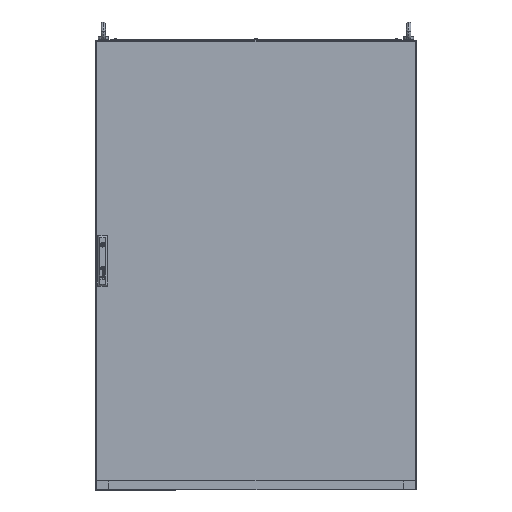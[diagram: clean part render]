
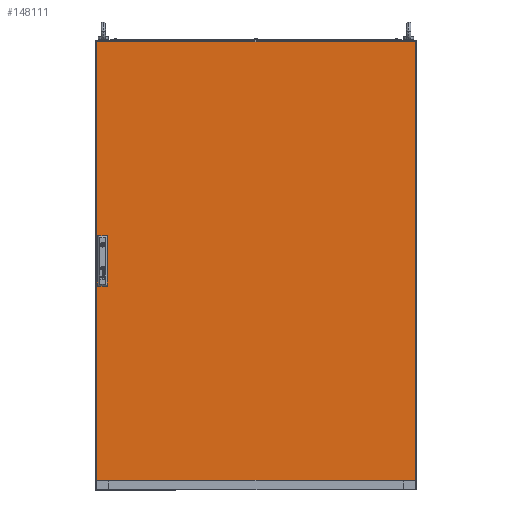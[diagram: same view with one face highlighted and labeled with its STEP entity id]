
A CAD part, top view. The second image highlights one B-rep face of the part: STEP entity #148111.
In plain terms, the highlighted planar face has unit normal (0, 0, 1).
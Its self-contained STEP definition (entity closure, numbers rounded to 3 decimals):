
#535 = CARTESIAN_POINT ( 'NONE',  ( -497., 697., 0. ) ) ;
#853 = FACE_OUTER_BOUND ( 'NONE', #187002, .T. ) ;
#1743 = EDGE_CURVE ( 'NONE', #56448, #129024, #119856, .T. ) ;
#4648 = DIRECTION ( 'NONE',  ( -1., 0., 0. ) ) ;
#5256 = EDGE_CURVE ( 'NONE', #122922, #77246, #152143, .T. ) ;
#10774 = ORIENTED_EDGE ( 'NONE', *, *, #1743, .T. ) ;
#10987 = DIRECTION ( 'NONE',  ( 0., 1., 0. ) ) ;
#12411 = EDGE_CURVE ( 'NONE', #145484, #60699, #167772, .T. ) ;
#13178 = DIRECTION ( 'NONE',  ( 0., 1., 0. ) ) ;
#13222 = CARTESIAN_POINT ( 'NONE',  ( -490.7, -61.5, 0. ) ) ;
#14391 = ORIENTED_EDGE ( 'NONE', *, *, #118444, .F. ) ;
#18060 = CARTESIAN_POINT ( 'NONE',  ( -497., -670., 0. ) ) ;
#19606 = CARTESIAN_POINT ( 'NONE',  ( -497., -670., 0. ) ) ;
#19765 = CARTESIAN_POINT ( 'NONE',  ( -497., 697., 0. ) ) ;
#19829 = CARTESIAN_POINT ( 'NONE',  ( 497., -670., 0. ) ) ;
#26362 = CARTESIAN_POINT ( 'NONE',  ( -465.7, 38.5, 0. ) ) ;
#26925 = DIRECTION ( 'NONE',  ( 0., 1., 0. ) ) ;
#30716 = DIRECTION ( 'NONE',  ( 1., 0., 0. ) ) ;
#32771 = VECTOR ( 'NONE', #30716, 1000. ) ;
#32800 = CARTESIAN_POINT ( 'NONE',  ( 497., 697., 0. ) ) ;
#34891 = LINE ( 'NONE', #35805, #45259 ) ;
#35805 = CARTESIAN_POINT ( 'NONE',  ( -465.7, 88.5, 0. ) ) ;
#36530 = CARTESIAN_POINT ( 'NONE',  ( -465.7, -61.5, 0. ) ) ;
#39241 = CARTESIAN_POINT ( 'NONE',  ( -490.7, -11.5, 0. ) ) ;
#42519 = CARTESIAN_POINT ( 'NONE',  ( -465.7, -11.5, 0. ) ) ;
#45259 = VECTOR ( 'NONE', #109500, 1000. ) ;
#48590 = EDGE_CURVE ( 'NONE', #99897, #145484, #103412, .T. ) ;
#49329 = ORIENTED_EDGE ( 'NONE', *, *, #12411, .F. ) ;
#49528 = ORIENTED_EDGE ( 'NONE', *, *, #78544, .F. ) ;
#49959 = EDGE_LOOP ( 'NONE', ( #93740, #185725, #14391, #91625 ) ) ;
#54987 = CARTESIAN_POINT ( 'NONE',  ( -465.7, -11.5, 0. ) ) ;
#55459 = EDGE_CURVE ( 'NONE', #77246, #153639, #159293, .T. ) ;
#56401 = CARTESIAN_POINT ( 'NONE',  ( -490.7, 38.5, 0. ) ) ;
#56448 = VERTEX_POINT ( 'NONE', #18060 ) ;
#56842 = VECTOR ( 'NONE', #126439, 1000. ) ;
#57237 = VECTOR ( 'NONE', #81555, 1000. ) ;
#59893 = VECTOR ( 'NONE', #13178, 1000. ) ;
#60699 = VERTEX_POINT ( 'NONE', #91823 ) ;
#63952 = VECTOR ( 'NONE', #90755, 1000. ) ;
#77234 = VERTEX_POINT ( 'NONE', #42519 ) ;
#77246 = VERTEX_POINT ( 'NONE', #13222 ) ;
#77902 = CARTESIAN_POINT ( 'NONE',  ( -490.7, 88.5, 0. ) ) ;
#78544 = EDGE_CURVE ( 'NONE', #165065, #99897, #34891, .T. ) ;
#79367 = CARTESIAN_POINT ( 'NONE',  ( -490.7, -61.5, 0. ) ) ;
#81555 = DIRECTION ( 'NONE',  ( -1., 0., 0. ) ) ;
#83400 = LINE ( 'NONE', #54987, #57237 ) ;
#84066 = FACE_BOUND ( 'NONE', #49959, .T. ) ;
#85925 = FACE_BOUND ( 'NONE', #107034, .T. ) ;
#89200 = VERTEX_POINT ( 'NONE', #535 ) ;
#90721 = CARTESIAN_POINT ( 'NONE',  ( -497., 697., 0. ) ) ;
#90755 = DIRECTION ( 'NONE',  ( 0., -1., 0. ) ) ;
#91625 = ORIENTED_EDGE ( 'NONE', *, *, #55459, .F. ) ;
#91823 = CARTESIAN_POINT ( 'NONE',  ( -465.7, 38.5, 0. ) ) ;
#92093 = CARTESIAN_POINT ( 'NONE',  ( -490.7, 38.5, 0. ) ) ;
#93740 = ORIENTED_EDGE ( 'NONE', *, *, #5256, .F. ) ;
#99246 = ORIENTED_EDGE ( 'NONE', *, *, #183188, .F. ) ;
#99897 = VERTEX_POINT ( 'NONE', #77902 ) ;
#100577 = VECTOR ( 'NONE', #4648, 1000. ) ;
#102594 = CARTESIAN_POINT ( 'NONE',  ( -465.7, -61.5, 0. ) ) ;
#103412 = LINE ( 'NONE', #56401, #56842 ) ;
#104860 = LINE ( 'NONE', #90721, #100577 ) ;
#107034 = EDGE_LOOP ( 'NONE', ( #118865, #49528, #99246, #49329 ) ) ;
#108872 = EDGE_CURVE ( 'NONE', #129024, #133890, #124415, .T. ) ;
#109214 = DIRECTION ( 'NONE',  ( 1., 0., 0. ) ) ;
#109500 = DIRECTION ( 'NONE',  ( -1., 0., 0. ) ) ;
#113270 = PLANE ( 'NONE',  #161016 ) ;
#115154 = DIRECTION ( 'NONE',  ( 1., 0., 0. ) ) ;
#118444 = EDGE_CURVE ( 'NONE', #153639, #77234, #138649, .T. ) ;
#118865 = ORIENTED_EDGE ( 'NONE', *, *, #48590, .F. ) ;
#119076 = ORIENTED_EDGE ( 'NONE', *, *, #170481, .T. ) ;
#119856 = LINE ( 'NONE', #19606, #133360 ) ;
#122922 = VERTEX_POINT ( 'NONE', #39241 ) ;
#124415 = LINE ( 'NONE', #182071, #153345 ) ;
#125502 = CARTESIAN_POINT ( 'NONE',  ( -465.7, -61.5, 0. ) ) ;
#126439 = DIRECTION ( 'NONE',  ( 0., -1., 0. ) ) ;
#126511 = VECTOR ( 'NONE', #10987, 1000. ) ;
#127522 = CARTESIAN_POINT ( 'NONE',  ( 0., 0., 0. ) ) ;
#129024 = VERTEX_POINT ( 'NONE', #19829 ) ;
#133360 = VECTOR ( 'NONE', #174689, 1000. ) ;
#133890 = VERTEX_POINT ( 'NONE', #32800 ) ;
#138649 = LINE ( 'NONE', #36530, #126511 ) ;
#145484 = VERTEX_POINT ( 'NONE', #92093 ) ;
#148111 = ADVANCED_FACE ( 'NONE', ( #85925, #84066, #853 ), #113270, .T. ) ;
#152143 = LINE ( 'NONE', #79367, #185937 ) ;
#152247 = ORIENTED_EDGE ( 'NONE', *, *, #157840, .T. ) ;
#153345 = VECTOR ( 'NONE', #26925, 1000. ) ;
#153639 = VERTEX_POINT ( 'NONE', #125502 ) ;
#155711 = EDGE_CURVE ( 'NONE', #77234, #122922, #83400, .T. ) ;
#155897 = LINE ( 'NONE', #26362, #59893 ) ;
#157840 = EDGE_CURVE ( 'NONE', #133890, #89200, #104860, .T. ) ;
#159293 = LINE ( 'NONE', #102594, #32771 ) ;
#161016 = AXIS2_PLACEMENT_3D ( 'NONE', #127522, #186095, #115154 ) ;
#163263 = CARTESIAN_POINT ( 'NONE',  ( -465.7, 88.5, 0. ) ) ;
#165065 = VERTEX_POINT ( 'NONE', #163263 ) ;
#166851 = CARTESIAN_POINT ( 'NONE',  ( -465.7, 38.5, 0. ) ) ;
#167183 = DIRECTION ( 'NONE',  ( 0., -1., 0. ) ) ;
#167772 = LINE ( 'NONE', #166851, #170587 ) ;
#170481 = EDGE_CURVE ( 'NONE', #89200, #56448, #180448, .T. ) ;
#170587 = VECTOR ( 'NONE', #109214, 1000. ) ;
#174689 = DIRECTION ( 'NONE',  ( 1., 0., 0. ) ) ;
#176945 = ORIENTED_EDGE ( 'NONE', *, *, #108872, .T. ) ;
#180448 = LINE ( 'NONE', #19765, #63952 ) ;
#182071 = CARTESIAN_POINT ( 'NONE',  ( 497., 697., 0. ) ) ;
#183188 = EDGE_CURVE ( 'NONE', #60699, #165065, #155897, .T. ) ;
#185725 = ORIENTED_EDGE ( 'NONE', *, *, #155711, .F. ) ;
#185937 = VECTOR ( 'NONE', #167183, 1000. ) ;
#186095 = DIRECTION ( 'NONE',  ( 0., 0., 1. ) ) ;
#187002 = EDGE_LOOP ( 'NONE', ( #119076, #10774, #176945, #152247 ) ) ;
